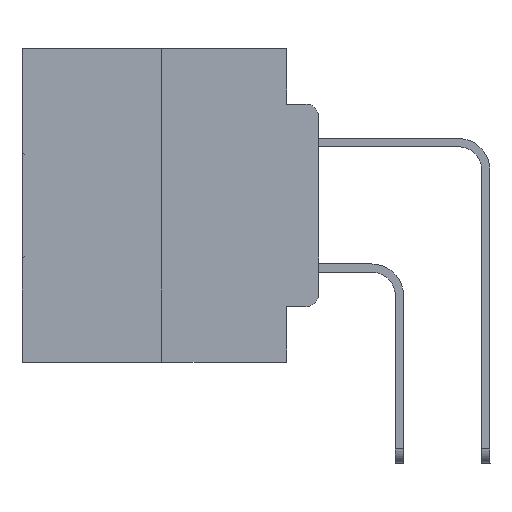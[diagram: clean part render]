
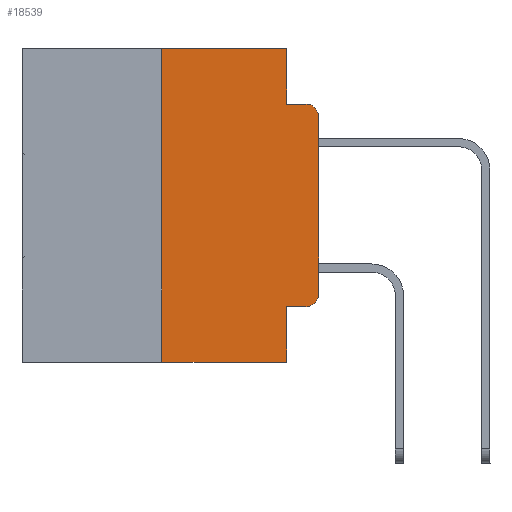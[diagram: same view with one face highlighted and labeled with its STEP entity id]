
A CAD part, left-side view. The second image highlights one B-rep face of the part: STEP entity #18539.
In plain terms, the highlighted planar face has unit normal (-1, 0, 0).
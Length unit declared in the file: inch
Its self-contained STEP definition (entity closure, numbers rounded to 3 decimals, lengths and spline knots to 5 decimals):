
#204 = CARTESIAN_POINT ( 'NONE',  ( 0., 0., -0.3915 ) ) ;
#253 = VERTEX_POINT ( 'NONE', #10215 ) ;
#515 = CARTESIAN_POINT ( 'NONE',  ( 0., 0.02, -0.0885 ) ) ;
#726 = ORIENTED_EDGE ( 'NONE', *, *, #5956, .F. ) ;
#1182 = LINE ( 'NONE', #30188, #18927 ) ;
#1229 = FACE_OUTER_BOUND ( 'NONE', #24512, .T. ) ;
#1562 = CARTESIAN_POINT ( 'NONE',  ( 0., 0.02, -0.1085 ) ) ;
#1615 = VERTEX_POINT ( 'NONE', #30787 ) ;
#1923 = CARTESIAN_POINT ( 'NONE',  ( 0., 0.473, -0.5 ) ) ;
#2169 = CARTESIAN_POINT ( 'NONE',  ( 0., 0.473, 0. ) ) ;
#2281 = DIRECTION ( 'NONE',  ( 1., 0., 0. ) ) ;
#2320 = DIRECTION ( 'NONE',  ( 0., 0., -1. ) ) ;
#2355 = VERTEX_POINT ( 'NONE', #24353 ) ;
#2603 = VERTEX_POINT ( 'NONE', #30758 ) ;
#3108 = CARTESIAN_POINT ( 'NONE',  ( 0., 0.25, 0. ) ) ;
#3178 = CIRCLE ( 'NONE', #18214, 0.02 ) ;
#4031 = CARTESIAN_POINT ( 'NONE',  ( 0., 0.051, -0.0885 ) ) ;
#4042 = DIRECTION ( 'NONE',  ( 0., 0., -1. ) ) ;
#4143 = VECTOR ( 'NONE', #17538, 39.37008 ) ;
#4374 = EDGE_CURVE ( 'NONE', #253, #20300, #1182, .T. ) ;
#4399 = DIRECTION ( 'NONE',  ( 0., -1., 0. ) ) ;
#4664 = CARTESIAN_POINT ( 'NONE',  ( 0., 0.051, 0. ) ) ;
#5102 = DIRECTION ( 'NONE',  ( 0., -1., 0. ) ) ;
#5620 = DIRECTION ( 'NONE',  ( 0., 0., 1. ) ) ;
#5672 = ORIENTED_EDGE ( 'NONE', *, *, #28123, .F. ) ;
#5956 = EDGE_CURVE ( 'NONE', #2603, #1615, #29621, .T. ) ;
#6492 = VERTEX_POINT ( 'NONE', #21911 ) ;
#7565 = EDGE_CURVE ( 'NONE', #11941, #6492, #22459, .T. ) ;
#7938 = ORIENTED_EDGE ( 'NONE', *, *, #14472, .T. ) ;
#8102 = CARTESIAN_POINT ( 'NONE',  ( 0., 0.051, 0. ) ) ;
#8328 = CARTESIAN_POINT ( 'NONE',  ( 0., 0.02, -0.3915 ) ) ;
#9109 = VECTOR ( 'NONE', #23252, 39.37008 ) ;
#9456 = VECTOR ( 'NONE', #4399, 39.37008 ) ;
#9468 = LINE ( 'NONE', #24456, #15888 ) ;
#9810 = ORIENTED_EDGE ( 'NONE', *, *, #22124, .T. ) ;
#10215 = CARTESIAN_POINT ( 'NONE',  ( 0., 0.051, -0.4115 ) ) ;
#10758 = DIRECTION ( 'NONE',  ( 0., 0., -1. ) ) ;
#10972 = LINE ( 'NONE', #1923, #9456 ) ;
#11690 = VERTEX_POINT ( 'NONE', #14454 ) ;
#11941 = VERTEX_POINT ( 'NONE', #8102 ) ;
#14364 = ORIENTED_EDGE ( 'NONE', *, *, #4374, .F. ) ;
#14454 = CARTESIAN_POINT ( 'NONE',  ( 0., 0.02, -0.4115 ) ) ;
#14472 = EDGE_CURVE ( 'NONE', #2603, #20300, #10972, .T. ) ;
#15193 = VECTOR ( 'NONE', #5620, 39.37008 ) ;
#15666 = EDGE_CURVE ( 'NONE', #6492, #23641, #26664, .T. ) ;
#15888 = VECTOR ( 'NONE', #5102, 39.37008 ) ;
#17365 = AXIS2_PLACEMENT_3D ( 'NONE', #2169, #2281, #19150 ) ;
#17497 = CIRCLE ( 'NONE', #30023, 0.02 ) ;
#17538 = DIRECTION ( 'NONE',  ( 0., 0., 1. ) ) ;
#18214 = AXIS2_PLACEMENT_3D ( 'NONE', #1562, #18453, #4042 ) ;
#18444 = DIRECTION ( 'NONE',  ( 0., 0., -1. ) ) ;
#18453 = DIRECTION ( 'NONE',  ( -1., 0., 0. ) ) ;
#18539 = ADVANCED_FACE ( 'NONE', ( #1229 ), #28632, .F. ) ;
#18927 = VECTOR ( 'NONE', #18444, 39.37008 ) ;
#19150 = DIRECTION ( 'NONE',  ( 0., 0., -1. ) ) ;
#20300 = VERTEX_POINT ( 'NONE', #28014 ) ;
#20753 = ORIENTED_EDGE ( 'NONE', *, *, #29070, .T. ) ;
#20826 = CARTESIAN_POINT ( 'NONE',  ( 0., 0.473, 0. ) ) ;
#20861 = DIRECTION ( 'NONE',  ( 0., -1., 0. ) ) ;
#21911 = CARTESIAN_POINT ( 'NONE',  ( 0., 0.051, -0.0885 ) ) ;
#21917 = LINE ( 'NONE', #20826, #9109 ) ;
#22124 = EDGE_CURVE ( 'NONE', #2355, #23641, #3178, .T. ) ;
#22274 = ORIENTED_EDGE ( 'NONE', *, *, #27478, .T. ) ;
#22339 = LINE ( 'NONE', #22478, #15193 ) ;
#22459 = LINE ( 'NONE', #4664, #28018 ) ;
#22478 = CARTESIAN_POINT ( 'NONE',  ( 0., 0., 0. ) ) ;
#22631 = ORIENTED_EDGE ( 'NONE', *, *, #15666, .F. ) ;
#23252 = DIRECTION ( 'NONE',  ( 0., -1., 0. ) ) ;
#23641 = VERTEX_POINT ( 'NONE', #515 ) ;
#23722 = EDGE_CURVE ( 'NONE', #30275, #2355, #22339, .T. ) ;
#24127 = ORIENTED_EDGE ( 'NONE', *, *, #7565, .F. ) ;
#24353 = CARTESIAN_POINT ( 'NONE',  ( 0., 0., -0.1085 ) ) ;
#24456 = CARTESIAN_POINT ( 'NONE',  ( 0., 0.051, -0.4115 ) ) ;
#24512 = EDGE_LOOP ( 'NONE', ( #28192, #9810, #22631, #24127, #5672, #726, #7938, #14364, #20753, #22274 ) ) ;
#25168 = DIRECTION ( 'NONE',  ( -1., 0., 0. ) ) ;
#25926 = VECTOR ( 'NONE', #20861, 39.37008 ) ;
#26664 = LINE ( 'NONE', #4031, #25926 ) ;
#27478 = EDGE_CURVE ( 'NONE', #11690, #30275, #17497, .T. ) ;
#28014 = CARTESIAN_POINT ( 'NONE',  ( 0., 0.051, -0.5 ) ) ;
#28018 = VECTOR ( 'NONE', #2320, 39.37008 ) ;
#28123 = EDGE_CURVE ( 'NONE', #1615, #11941, #21917, .T. ) ;
#28192 = ORIENTED_EDGE ( 'NONE', *, *, #23722, .T. ) ;
#28632 = PLANE ( 'NONE',  #17365 ) ;
#29070 = EDGE_CURVE ( 'NONE', #253, #11690, #9468, .T. ) ;
#29621 = LINE ( 'NONE', #3108, #4143 ) ;
#30023 = AXIS2_PLACEMENT_3D ( 'NONE', #8328, #25168, #10758 ) ;
#30188 = CARTESIAN_POINT ( 'NONE',  ( 0., 0.051, 0. ) ) ;
#30275 = VERTEX_POINT ( 'NONE', #204 ) ;
#30758 = CARTESIAN_POINT ( 'NONE',  ( 0., 0.25, -0.5 ) ) ;
#30787 = CARTESIAN_POINT ( 'NONE',  ( 0., 0.25, 0. ) ) ;
